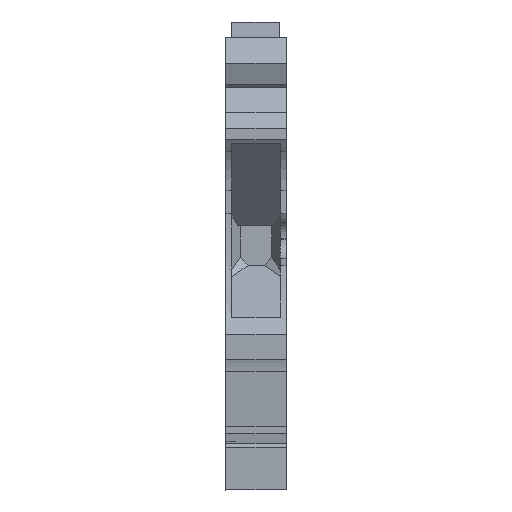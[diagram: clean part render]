
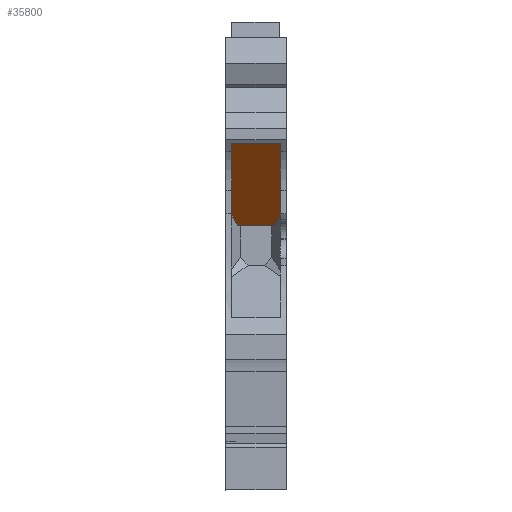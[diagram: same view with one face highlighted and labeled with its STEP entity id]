
A CAD part, front view. The second image highlights one B-rep face of the part: STEP entity #35800.
In plain terms, the highlighted face is planar.
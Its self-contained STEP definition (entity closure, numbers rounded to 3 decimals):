
#30260=CARTESIAN_POINT('',(0.83,30.182,
-5.2));
#30270=DIRECTION('',(0.699,-0.715,
0.));
#30280=VECTOR('',#30270,1.);
#30290=LINE('',#30260,#30280);
#30300=CARTESIAN_POINT('',(7.319,23.542,
-5.2));
#30310=VERTEX_POINT('',#30300);
#30320=CARTESIAN_POINT('',(14.46,16.235,
-5.2));
#30330=VERTEX_POINT('',#30320);
#30340=EDGE_CURVE('',#30310,#30330,#30290,.T.);
#33280=CARTESIAN_POINT('',(14.479,16.215,
-0.25));
#33290=VERTEX_POINT('',#33280);
#33320=CARTESIAN_POINT('',(0.83,30.182,
-0.25));
#33330=DIRECTION('',(-0.699,0.715,
0.));
#33340=VECTOR('',#33330,1.);
#33350=LINE('',#33320,#33340);
#33360=CARTESIAN_POINT('',(7.319,23.542,
-0.25));
#33370=VERTEX_POINT('',#33360);
#33380=EDGE_CURVE('',#33290,#33370,#33350,.T.);
#34100=CARTESIAN_POINT('',(7.319,23.542,
0.));
#34110=DIRECTION('',(0.,0.,1.));
#34120=VECTOR('',#34110,1.);
#34130=LINE('',#34100,#34120);
#34140=EDGE_CURVE('',#30310,#33370,#34130,.T.);
#34700=CARTESIAN_POINT('',(15.532,15.138,
-0.858));
#34710=VERTEX_POINT('',#34700);
#34740=CARTESIAN_POINT('',(0.83,30.182,
7.63));
#34750=DIRECTION('',(0.648,-0.663,
-0.374));
#34760=VECTOR('',#34750,1.);
#34770=LINE('',#34740,#34760);
#34780=EDGE_CURVE('',#33290,#34710,#34770,.T.);
#35220=CARTESIAN_POINT('',(15.532,15.138,
-4.581));
#35230=VERTEX_POINT('',#35220);
#35260=CARTESIAN_POINT('',(15.532,15.138,
0.));
#35270=DIRECTION('',(0.,0.,1.));
#35280=VECTOR('',#35270,1.);
#35290=LINE('',#35260,#35280);
#35300=EDGE_CURVE('',#35230,#34710,#35290,.T.);
#35490=CARTESIAN_POINT('',(0.83,30.182,
-13.069));
#35500=DIRECTION('',(0.648,-0.663,
0.374));
#35510=VECTOR('',#35500,1.);
#35520=LINE('',#35490,#35510);
#35530=EDGE_CURVE('',#30330,#35230,#35520,.T.);
#35670=CARTESIAN_POINT('',(15.195,15.483,
0.965));
#35680=DIRECTION('',(0.715,0.699,
0.));
#35690=DIRECTION('',(-0.699,0.715,
0.));
#35700=AXIS2_PLACEMENT_3D('',#35670,#35680,#35690);
#35710=PLANE('',#35700);
#35720=ORIENTED_EDGE('',*,*,#33380,.T.);
#35730=ORIENTED_EDGE('',*,*,#34780,.F.);
#35740=ORIENTED_EDGE('',*,*,#35300,.T.);
#35750=ORIENTED_EDGE('',*,*,#35530,.T.);
#35760=ORIENTED_EDGE('',*,*,#30340,.T.);
#35770=ORIENTED_EDGE('',*,*,#34140,.F.);
#35780=EDGE_LOOP('',(#35770,#35760,#35750,#35740,#35730,#35720));
#35790=FACE_OUTER_BOUND('',#35780,.T.);
#35800=ADVANCED_FACE('',(#35790),#35710,.F.);
